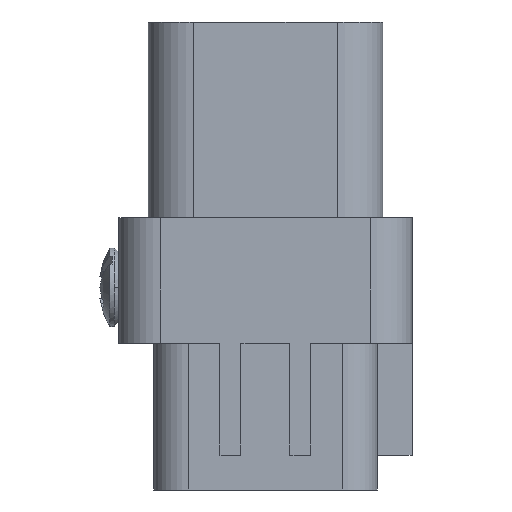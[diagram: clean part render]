
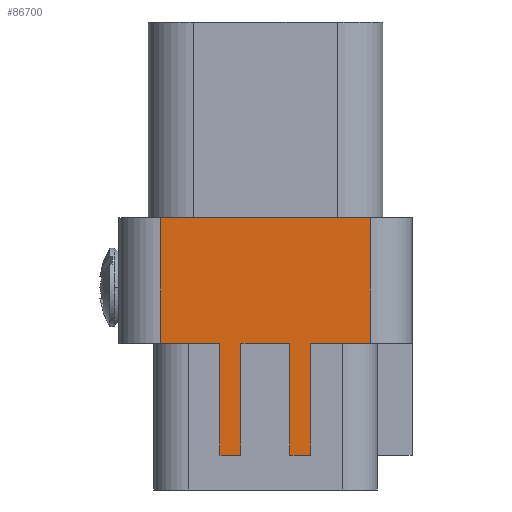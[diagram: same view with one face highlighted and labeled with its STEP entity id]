
A CAD part, left-side view. The second image highlights one B-rep face of the part: STEP entity #86700.
In plain terms, the highlighted face is planar.
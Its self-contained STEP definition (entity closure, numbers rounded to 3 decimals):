
#26670=CARTESIAN_POINT('',(8.,10.5,3.25));
#26680=VERTEX_POINT('',#26670);
#26730=CARTESIAN_POINT('',(8.,10.5,0.));
#26740=DIRECTION('',(0.,0.,-1.));
#26750=VECTOR('',#26740,1.);
#26760=LINE('',#26730,#26750);
#26770=CARTESIAN_POINT('',(8.,10.5,1.75));
#26780=VERTEX_POINT('',#26770);
#26790=EDGE_CURVE('',#26680,#26780,#26760,.T.);
#54800=CARTESIAN_POINT('',(0.,10.5,-1.75));
#54810=VERTEX_POINT('',#54800);
#54960=CARTESIAN_POINT('',(0.,10.5,1.75));
#54970=VERTEX_POINT('',#54960);
#55000=CARTESIAN_POINT('',(0.,10.5,0.));
#55010=DIRECTION('',(0.,0.,1.));
#55020=VECTOR('',#55010,1.);
#55030=LINE('',#55000,#55020);
#55040=EDGE_CURVE('',#54810,#54970,#55030,.T.);
#58510=CARTESIAN_POINT('',(0.,10.5,0.));
#58520=DIRECTION('',(0.,0.,-1.));
#58530=VECTOR('',#58520,1.);
#58540=LINE('',#58510,#58530);
#58550=CARTESIAN_POINT('',(0.,10.5,-3.25));
#58560=VERTEX_POINT('',#58550);
#58570=CARTESIAN_POINT('',(0.,10.5,-7.5));
#58580=VERTEX_POINT('',#58570);
#58590=EDGE_CURVE('',#58560,#58580,#58540,.T.);
#64720=CARTESIAN_POINT('',(-8.9,10.5,-7.5));
#64730=DIRECTION('',(1.,0.,0.));
#64740=VECTOR('',#64730,1.);
#64750=LINE('',#64720,#64740);
#64760=CARTESIAN_POINT('',(-9.,10.5,-7.5));
#64770=VERTEX_POINT('',#64760);
#64780=EDGE_CURVE('',#64770,#58580,#64750,.T.);
#65010=CARTESIAN_POINT('',(8.,10.5,-1.75));
#65020=VERTEX_POINT('',#65010);
#65050=CARTESIAN_POINT('',(8.,10.5,0.));
#65060=DIRECTION('',(0.,0.,1.));
#65070=VECTOR('',#65060,1.);
#65080=LINE('',#65050,#65070);
#65090=CARTESIAN_POINT('',(8.,10.5,-3.25));
#65100=VERTEX_POINT('',#65090);
#65110=EDGE_CURVE('',#65100,#65020,#65080,.T.);
#68750=CARTESIAN_POINT('',(-9.,10.5,0.));
#68760=DIRECTION('',(0.,0.,1.));
#68770=VECTOR('',#68760,1.);
#68780=LINE('',#68750,#68770);
#68790=CARTESIAN_POINT('',(-9.,10.5,7.5));
#68800=VERTEX_POINT('',#68790);
#68810=EDGE_CURVE('',#64770,#68800,#68780,.T.);
#74700=CARTESIAN_POINT('',(0.,10.5,7.5));
#74710=VERTEX_POINT('',#74700);
#74740=CARTESIAN_POINT('',(0.,10.5,0.));
#74750=DIRECTION('',(0.,0.,-1.));
#74760=VECTOR('',#74750,1.);
#74770=LINE('',#74740,#74760);
#74780=CARTESIAN_POINT('',(0.,10.5,3.25));
#74790=VERTEX_POINT('',#74780);
#74800=EDGE_CURVE('',#74710,#74790,#74770,.T.);
#76550=CARTESIAN_POINT('',(0.,10.5,1.75));
#76560=DIRECTION('',(-1.,0.,0.));
#76570=VECTOR('',#76560,1.);
#76580=LINE('',#76550,#76570);
#76590=EDGE_CURVE('',#26780,#54970,#76580,.T.);
#82050=CARTESIAN_POINT('',(0.,10.5,3.25));
#82060=DIRECTION('',(-1.,0.,0.));
#82070=VECTOR('',#82060,1.);
#82080=LINE('',#82050,#82070);
#82090=EDGE_CURVE('',#26680,#74790,#82080,.T.);
#82950=CARTESIAN_POINT('',(0.,10.5,-3.25));
#82960=DIRECTION('',(-1.,0.,0.));
#82970=VECTOR('',#82960,1.);
#82980=LINE('',#82950,#82970);
#82990=EDGE_CURVE('',#65100,#58560,#82980,.T.);
#84020=CARTESIAN_POINT('',(-0.1,10.5,7.5));
#84030=DIRECTION('',(-1.,0.,0.));
#84040=VECTOR('',#84030,1.);
#84050=LINE('',#84020,#84040);
#84060=EDGE_CURVE('',#74710,#68800,#84050,.T.);
#85880=CARTESIAN_POINT('',(0.,10.5,-1.75));
#85890=DIRECTION('',(-1.,0.,0.));
#85900=VECTOR('',#85890,1.);
#85910=LINE('',#85880,#85900);
#85920=EDGE_CURVE('',#65020,#54810,#85910,.T.);
#86510=CARTESIAN_POINT('',(0.,10.5,-7.5));
#86520=DIRECTION('',(0.,1.,0.));
#86530=DIRECTION('',(0.,0.,1.));
#86540=AXIS2_PLACEMENT_3D('',#86510,#86520,#86530);
#86550=PLANE('',#86540);
#86560=ORIENTED_EDGE('',*,*,#82990,.T.);
#86570=ORIENTED_EDGE('',*,*,#65110,.F.);
#86580=ORIENTED_EDGE('',*,*,#85920,.F.);
#86590=ORIENTED_EDGE('',*,*,#55040,.F.);
#86600=ORIENTED_EDGE('',*,*,#76590,.T.);
#86610=ORIENTED_EDGE('',*,*,#26790,.T.);
#86620=ORIENTED_EDGE('',*,*,#82090,.F.);
#86630=ORIENTED_EDGE('',*,*,#74800,.T.);
#86640=ORIENTED_EDGE('',*,*,#84060,.F.);
#86650=ORIENTED_EDGE('',*,*,#68810,.T.);
#86660=ORIENTED_EDGE('',*,*,#64780,.F.);
#86670=ORIENTED_EDGE('',*,*,#58590,.T.);
#86680=EDGE_LOOP('',(#86670,#86660,#86650,#86640,#86630,#86620,#86610,
#86600,#86590,#86580,#86570,#86560));
#86690=FACE_OUTER_BOUND('',#86680,.T.);
#86700=ADVANCED_FACE('',(#86690),#86550,.T.);
